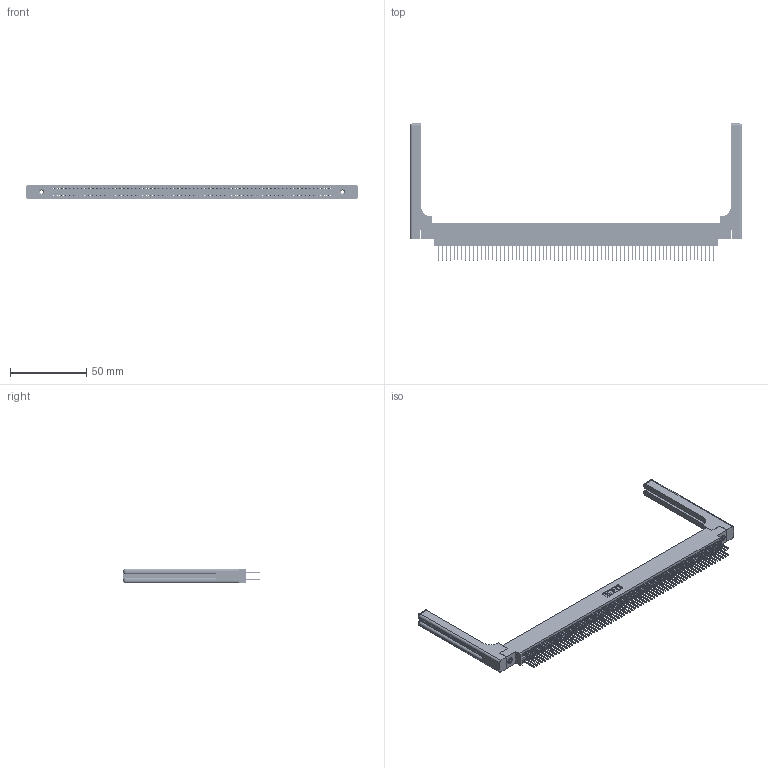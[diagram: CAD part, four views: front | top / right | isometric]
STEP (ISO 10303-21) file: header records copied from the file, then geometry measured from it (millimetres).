
FILE_DESCRIPTION (( 'STEP AP203' ), '1' );
FILE_NAME ('395-144-523-858.STEP', '2019-10-30T14:33:44', ( '' ), ( '' ), 'SwSTEP 2.0', 'SolidWorks 2016', '' );
FILE_SCHEMA (( 'CONFIG_CONTROL_DESIGN' ));
Length unit declared in the file: inch
Products named in the file (5): 345-250-001_345-250-001-102; 345-220-058_345-220-058; 395-144-523-858; 345 Part_0.170 Offset - 0.156 Dia-TH; 345-292-001_345-293-123
Assembly tree (149 placements, depth 2):
  395-144-523-858
    345 Part_0.170 Offset - 0.156 Dia-TH
    345-292-001_345-293-123  x144
    345-250-001_345-250-001-102  x2
    345-220-058_345-220-058  x2
Bounding box: 217.91 x 90.09 x 9.4 mm (x, y, z)
Volume: 30103.1 mm3; surface area: 39077 mm2
Topology: 149 solids, 149 shells, 7586 faces, 22475 edges, 14770 vertices
Faces by surface type: plane 4984, cylinder 2542, bspline 36, cone 12, sphere 8, torus 4
Entity records: 57786 total; most frequent: CARTESIAN_POINT 10653, ORIENTED_EDGE 9384, DIRECTION 8288, EDGE_CURVE 4692, LINE 4180, VECTOR 4180, VERTEX_POINT 3118, AXIS2_PLACEMENT_3D 2054
